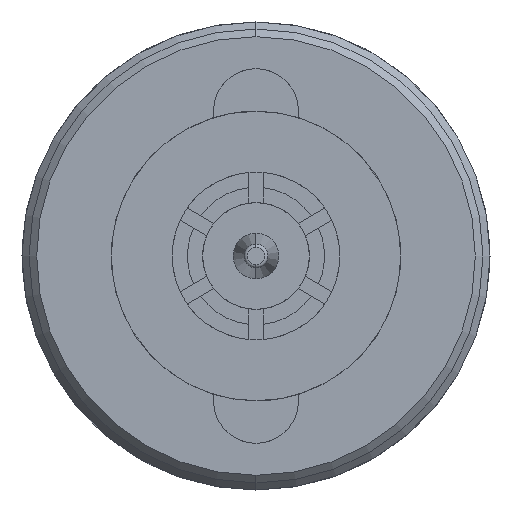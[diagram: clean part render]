
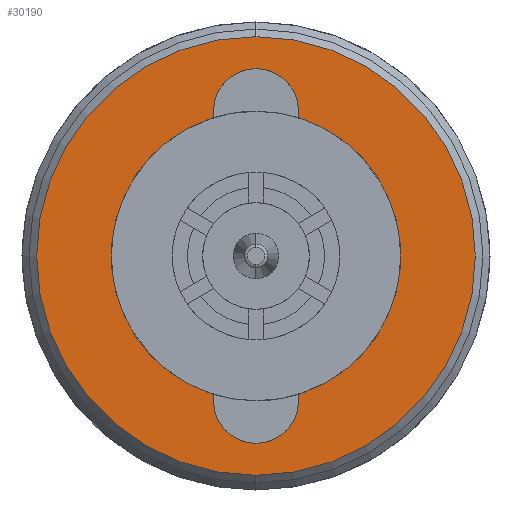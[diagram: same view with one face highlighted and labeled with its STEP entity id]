
A CAD part, left-side view. The second image highlights one B-rep face of the part: STEP entity #30190.
In plain terms, the highlighted planar face has unit normal (-1, 0, 0).
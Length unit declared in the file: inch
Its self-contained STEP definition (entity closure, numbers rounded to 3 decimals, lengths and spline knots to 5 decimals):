
#1469 = VERTEX_POINT ( 'NONE', #7413 ) ;
#1799 = EDGE_CURVE ( 'NONE', #15155, #4496, #17779, .T. ) ;
#2422 = CIRCLE ( 'NONE', #16126, 0.02792 ) ;
#2429 = AXIS2_PLACEMENT_3D ( 'NONE', #19757, #30329, #32851 ) ;
#2465 = AXIS2_PLACEMENT_3D ( 'NONE', #23754, #13409, #18596 ) ;
#2943 = EDGE_CURVE ( 'NONE', #1469, #8004, #20582, .T. ) ;
#3026 = DIRECTION ( 'NONE',  ( 0., 0., -1. ) ) ;
#3445 = EDGE_CURVE ( 'NONE', #8004, #1469, #27123, .T. ) ;
#3590 = CARTESIAN_POINT ( 'NONE',  ( -0.98625, 0., 0.095 ) ) ;
#3604 = ORIENTED_EDGE ( 'NONE', *, *, #16246, .F. ) ;
#4049 = AXIS2_PLACEMENT_3D ( 'NONE', #30954, #10482, #18315 ) ;
#4496 = VERTEX_POINT ( 'NONE', #24810 ) ;
#4741 = AXIS2_PLACEMENT_3D ( 'NONE', #8213, #21205, #3026 ) ;
#6288 = ORIENTED_EDGE ( 'NONE', *, *, #1799, .F. ) ;
#7413 = CARTESIAN_POINT ( 'NONE',  ( -0.98625, 0., 0.14389 ) ) ;
#7766 = EDGE_LOOP ( 'NONE', ( #10404, #8854, #6288, #3604, #16450 ) ) ;
#8004 = VERTEX_POINT ( 'NONE', #13987 ) ;
#8213 = CARTESIAN_POINT ( 'NONE',  ( -0.98625, 0., 0. ) ) ;
#8854 = ORIENTED_EDGE ( 'NONE', *, *, #13820, .F. ) ;
#8998 = CARTESIAN_POINT ( 'NONE',  ( -0.98625, 0., 0. ) ) ;
#10404 = ORIENTED_EDGE ( 'NONE', *, *, #32607, .F. ) ;
#10482 = DIRECTION ( 'NONE',  ( -1., 0., 0. ) ) ;
#10733 = PLANE ( 'NONE',  #4741 ) ;
#11738 = VERTEX_POINT ( 'NONE', #22010 ) ;
#12427 = CARTESIAN_POINT ( 'NONE',  ( -0.98625, 0., 0.095 ) ) ;
#12843 = CARTESIAN_POINT ( 'NONE',  ( -0.98625, 0., -0.095 ) ) ;
#13409 = DIRECTION ( 'NONE',  ( -1., 0., 0. ) ) ;
#13820 = EDGE_CURVE ( 'NONE', #4496, #11738, #2422, .T. ) ;
#13987 = CARTESIAN_POINT ( 'NONE',  ( -0.98625, 0., -0.14389 ) ) ;
#15155 = VERTEX_POINT ( 'NONE', #23003 ) ;
#15242 = ORIENTED_EDGE ( 'NONE', *, *, #3445, .T. ) ;
#16126 = AXIS2_PLACEMENT_3D ( 'NONE', #12843, #25708, #25475 ) ;
#16191 = CIRCLE ( 'NONE', #2429, 0.095 ) ;
#16246 = EDGE_CURVE ( 'NONE', #31955, #15155, #30385, .T. ) ;
#16450 = ORIENTED_EDGE ( 'NONE', *, *, #28797, .F. ) ;
#16595 = DIRECTION ( 'NONE',  ( -1., 0., 0. ) ) ;
#16728 = DIRECTION ( 'NONE',  ( 0., 0., 1. ) ) ;
#17779 = CIRCLE ( 'NONE', #4049, 0.095 ) ;
#18128 = CARTESIAN_POINT ( 'NONE',  ( -0.98625, 0., 0.12292 ) ) ;
#18315 = DIRECTION ( 'NONE',  ( 0., 0., 1. ) ) ;
#18596 = DIRECTION ( 'NONE',  ( 0., 0., -1. ) ) ;
#19159 = VERTEX_POINT ( 'NONE', #28374 ) ;
#19512 = FACE_BOUND ( 'NONE', #7766, .T. ) ;
#19757 = CARTESIAN_POINT ( 'NONE',  ( -0.98625, 0., 0. ) ) ;
#20582 = CIRCLE ( 'NONE', #2465, 0.14389 ) ;
#21205 = DIRECTION ( 'NONE',  ( 1., 0., 0. ) ) ;
#22010 = CARTESIAN_POINT ( 'NONE',  ( -0.98625, -0.02761, -0.0909 ) ) ;
#23003 = CARTESIAN_POINT ( 'NONE',  ( -0.98625, 0.02761, 0.0909 ) ) ;
#23076 = EDGE_LOOP ( 'NONE', ( #15242, #30072 ) ) ;
#23222 = DIRECTION ( 'NONE',  ( -1., 0., 0. ) ) ;
#23449 = DIRECTION ( 'NONE',  ( 0., 0., 1. ) ) ;
#23754 = CARTESIAN_POINT ( 'NONE',  ( -0.98625, 0., 0. ) ) ;
#24810 = CARTESIAN_POINT ( 'NONE',  ( -0.98625, 0.02761, -0.0909 ) ) ;
#25475 = DIRECTION ( 'NONE',  ( 0., 0., 1. ) ) ;
#25708 = DIRECTION ( 'NONE',  ( -1., 0., 0. ) ) ;
#26816 = AXIS2_PLACEMENT_3D ( 'NONE', #3590, #27857, #16728 ) ;
#27123 = CIRCLE ( 'NONE', #30211, 0.14389 ) ;
#27857 = DIRECTION ( 'NONE',  ( -1., 0., 0. ) ) ;
#28374 = CARTESIAN_POINT ( 'NONE',  ( -0.98625, -0.02761, 0.0909 ) ) ;
#28797 = EDGE_CURVE ( 'NONE', #19159, #31955, #32352, .T. ) ;
#29998 = DIRECTION ( 'NONE',  ( 0., 0., -1. ) ) ;
#30072 = ORIENTED_EDGE ( 'NONE', *, *, #2943, .T. ) ;
#30179 = FACE_OUTER_BOUND ( 'NONE', #23076, .T. ) ;
#30190 = ADVANCED_FACE ( 'NONE', ( #19512, #30179 ), #10733, .F. ) ;
#30211 = AXIS2_PLACEMENT_3D ( 'NONE', #8998, #16595, #29998 ) ;
#30329 = DIRECTION ( 'NONE',  ( -1., 0., 0. ) ) ;
#30385 = CIRCLE ( 'NONE', #26816, 0.02792 ) ;
#30954 = CARTESIAN_POINT ( 'NONE',  ( -0.98625, 0., 0. ) ) ;
#31955 = VERTEX_POINT ( 'NONE', #18128 ) ;
#32352 = CIRCLE ( 'NONE', #32832, 0.02792 ) ;
#32607 = EDGE_CURVE ( 'NONE', #11738, #19159, #16191, .T. ) ;
#32832 = AXIS2_PLACEMENT_3D ( 'NONE', #12427, #23222, #23449 ) ;
#32851 = DIRECTION ( 'NONE',  ( 0., 0., 1. ) ) ;
